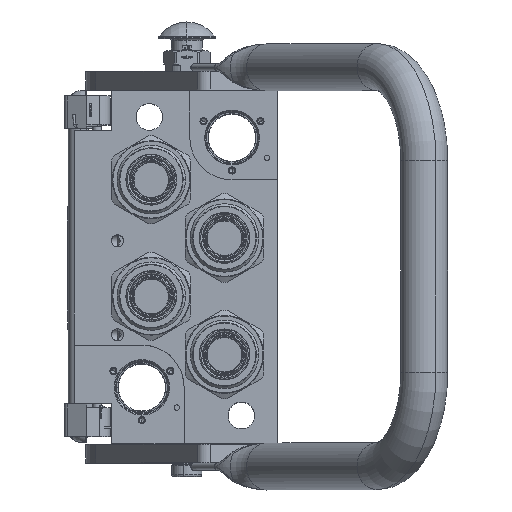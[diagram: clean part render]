
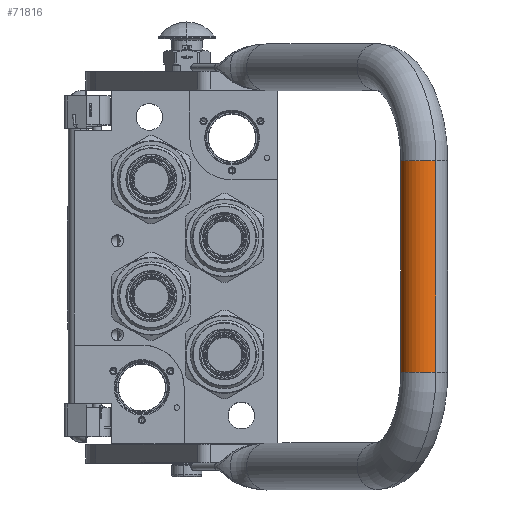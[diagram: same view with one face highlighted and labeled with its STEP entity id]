
A CAD part, top view. The second image highlights one B-rep face of the part: STEP entity #71816.
In plain terms, the highlighted cylindrical face has radius 12.5 mm (diameter 25 mm), a partial arc.
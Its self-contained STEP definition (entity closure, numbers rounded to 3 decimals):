
#2592 = DIRECTION ( 'NONE',  ( 0., 0., 1. ) ) ;
#6276 = EDGE_CURVE ( 'NONE', #25790, #59571, #101526, .T. ) ;
#7602 = DIRECTION ( 'NONE',  ( 0., 0., -1. ) ) ;
#8700 = LINE ( 'NONE', #35862, #67435 ) ;
#10978 = AXIS2_PLACEMENT_3D ( 'NONE', #135330, #14258, #2592 ) ;
#12166 = CARTESIAN_POINT ( 'NONE',  ( 56.25, 0., 155. ) ) ;
#14258 = DIRECTION ( 'NONE',  ( 1., 0., 0. ) ) ;
#16196 = CARTESIAN_POINT ( 'NONE',  ( -56.25, 0., 167.5 ) ) ;
#20436 = CARTESIAN_POINT ( 'NONE',  ( -56.25, 0., 180. ) ) ;
#22060 = CIRCLE ( 'NONE', #146773, 12.5 ) ;
#25790 = VERTEX_POINT ( 'NONE', #101907 ) ;
#26728 = ORIENTED_EDGE ( 'NONE', *, *, #6276, .T. ) ;
#35862 = CARTESIAN_POINT ( 'NONE',  ( -56.25, 0., 180. ) ) ;
#36357 = VERTEX_POINT ( 'NONE', #20436 ) ;
#43230 = CIRCLE ( 'NONE', #10978, 12.5 ) ;
#46316 = CYLINDRICAL_SURFACE ( 'NONE', #126122, 12.5 ) ;
#47505 = DIRECTION ( 'NONE',  ( 1., 0., 0. ) ) ;
#55883 = DIRECTION ( 'NONE',  ( 1., 0., 0. ) ) ;
#58369 = ORIENTED_EDGE ( 'NONE', *, *, #99916, .F. ) ;
#59387 = VERTEX_POINT ( 'NONE', #68267 ) ;
#59571 = VERTEX_POINT ( 'NONE', #12166 ) ;
#67157 = EDGE_LOOP ( 'NONE', ( #26728, #58369, #117009, #104133 ) ) ;
#67435 = VECTOR ( 'NONE', #47505, 1000. ) ;
#68267 = CARTESIAN_POINT ( 'NONE',  ( 56.25, 0., 180. ) ) ;
#71816 = ADVANCED_FACE ( 'NONE', ( #121981 ), #46316, .T. ) ;
#73002 = DIRECTION ( 'NONE',  ( 1., 0., 0. ) ) ;
#99916 = EDGE_CURVE ( 'NONE', #59387, #59571, #43230, .T. ) ;
#101526 = LINE ( 'NONE', #156010, #129897 ) ;
#101907 = CARTESIAN_POINT ( 'NONE',  ( -56.25, 0., 155. ) ) ;
#104133 = ORIENTED_EDGE ( 'NONE', *, *, #139454, .T. ) ;
#116047 = CARTESIAN_POINT ( 'NONE',  ( -56.25, 0., 167.5 ) ) ;
#117009 = ORIENTED_EDGE ( 'NONE', *, *, #139245, .F. ) ;
#121981 = FACE_OUTER_BOUND ( 'NONE', #67157, .T. ) ;
#125099 = DIRECTION ( 'NONE',  ( 0., 0., 1. ) ) ;
#126122 = AXIS2_PLACEMENT_3D ( 'NONE', #116047, #152535, #7602 ) ;
#129897 = VECTOR ( 'NONE', #73002, 1000. ) ;
#135330 = CARTESIAN_POINT ( 'NONE',  ( 56.25, 0., 167.5 ) ) ;
#139245 = EDGE_CURVE ( 'NONE', #36357, #59387, #8700, .T. ) ;
#139454 = EDGE_CURVE ( 'NONE', #36357, #25790, #22060, .T. ) ;
#146773 = AXIS2_PLACEMENT_3D ( 'NONE', #16196, #55883, #125099 ) ;
#152535 = DIRECTION ( 'NONE',  ( -1., 0., 0. ) ) ;
#156010 = CARTESIAN_POINT ( 'NONE',  ( -56.25, 0., 155. ) ) ;
